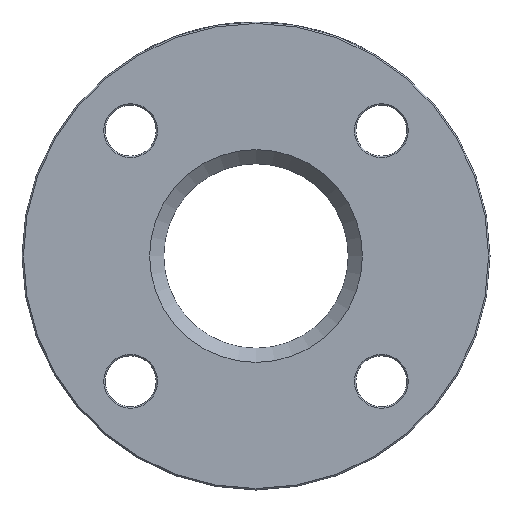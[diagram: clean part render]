
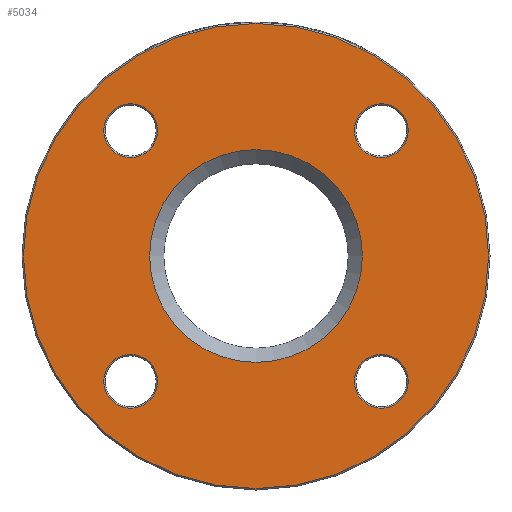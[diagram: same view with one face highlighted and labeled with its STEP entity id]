
A CAD part, left-side view. The second image highlights one B-rep face of the part: STEP entity #5034.
In plain terms, the highlighted planar face has unit normal (-1, 0, 0).
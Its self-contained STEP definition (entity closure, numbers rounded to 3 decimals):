
#63 = DIRECTION ( 'NONE',  ( 1., 0., 0. ) ) ;
#70 = CIRCLE ( 'NONE', #2101, 9.5 ) ;
#322 = CARTESIAN_POINT ( 'NONE',  ( 0., 0., -37.5 ) ) ;
#342 = EDGE_LOOP ( 'NONE', ( #3128 ) ) ;
#399 = EDGE_LOOP ( 'NONE', ( #5720 ) ) ;
#488 = AXIS2_PLACEMENT_3D ( 'NONE', #1362, #1299, #4471 ) ;
#568 = PLANE ( 'NONE',  #2963 ) ;
#684 = CARTESIAN_POINT ( 'NONE',  ( 0., 44.194, 44.194 ) ) ;
#740 = EDGE_LOOP ( 'NONE', ( #3525 ) ) ;
#788 = CARTESIAN_POINT ( 'NONE',  ( 0., -44.194, 34.694 ) ) ;
#866 = DIRECTION ( 'NONE',  ( 0., 0., -1. ) ) ;
#1035 = EDGE_CURVE ( 'NONE', #4809, #4809, #5807, .T. ) ;
#1044 = DIRECTION ( 'NONE',  ( 0., 0., -1. ) ) ;
#1082 = EDGE_LOOP ( 'NONE', ( #6186 ) ) ;
#1102 = FACE_BOUND ( 'NONE', #740, .T. ) ;
#1266 = CARTESIAN_POINT ( 'NONE',  ( 0., 0., -82. ) ) ;
#1299 = DIRECTION ( 'NONE',  ( 1., 0., 0. ) ) ;
#1353 = AXIS2_PLACEMENT_3D ( 'NONE', #684, #2254, #5838 ) ;
#1362 = CARTESIAN_POINT ( 'NONE',  ( 0., -44.194, 44.194 ) ) ;
#1388 = DIRECTION ( 'NONE',  ( 0., 0., -1. ) ) ;
#1419 = DIRECTION ( 'NONE',  ( 0., 0., -1. ) ) ;
#1441 = EDGE_CURVE ( 'NONE', #1769, #1769, #5075, .T. ) ;
#1673 = EDGE_LOOP ( 'NONE', ( #2132 ) ) ;
#1769 = VERTEX_POINT ( 'NONE', #2336 ) ;
#1804 = CARTESIAN_POINT ( 'NONE',  ( 0., 44.194, -53.694 ) ) ;
#1977 = FACE_OUTER_BOUND ( 'NONE', #1082, .T. ) ;
#2076 = CARTESIAN_POINT ( 'NONE',  ( 0., 32.5, 0. ) ) ;
#2101 = AXIS2_PLACEMENT_3D ( 'NONE', #4267, #3267, #5902 ) ;
#2132 = ORIENTED_EDGE ( 'NONE', *, *, #6210, .T. ) ;
#2254 = DIRECTION ( 'NONE',  ( 1., 0., 0. ) ) ;
#2336 = CARTESIAN_POINT ( 'NONE',  ( 0., -44.194, -53.694 ) ) ;
#2401 = VERTEX_POINT ( 'NONE', #322 ) ;
#2792 = EDGE_CURVE ( 'NONE', #2874, #2874, #3160, .T. ) ;
#2805 = CARTESIAN_POINT ( 'NONE',  ( 0., 44.194, 34.694 ) ) ;
#2839 = VERTEX_POINT ( 'NONE', #1804 ) ;
#2851 = FACE_BOUND ( 'NONE', #1673, .T. ) ;
#2874 = VERTEX_POINT ( 'NONE', #788 ) ;
#2963 = AXIS2_PLACEMENT_3D ( 'NONE', #2076, #63, #1044 ) ;
#3128 = ORIENTED_EDGE ( 'NONE', *, *, #1441, .T. ) ;
#3151 = ORIENTED_EDGE ( 'NONE', *, *, #2792, .T. ) ;
#3160 = CIRCLE ( 'NONE', #488, 9.5 ) ;
#3267 = DIRECTION ( 'NONE',  ( 1., 0., 0. ) ) ;
#3277 = VERTEX_POINT ( 'NONE', #2805 ) ;
#3481 = FACE_BOUND ( 'NONE', #4959, .T. ) ;
#3500 = DIRECTION ( 'NONE',  ( 1., 0., 0. ) ) ;
#3525 = ORIENTED_EDGE ( 'NONE', *, *, #6191, .T. ) ;
#4020 = FACE_BOUND ( 'NONE', #342, .T. ) ;
#4117 = AXIS2_PLACEMENT_3D ( 'NONE', #5498, #3500, #1388 ) ;
#4239 = CIRCLE ( 'NONE', #1353, 9.5 ) ;
#4267 = CARTESIAN_POINT ( 'NONE',  ( 0., 44.194, -44.194 ) ) ;
#4371 = CARTESIAN_POINT ( 'NONE',  ( 0., 0., 0. ) ) ;
#4471 = DIRECTION ( 'NONE',  ( 0., 0., -1. ) ) ;
#4705 = EDGE_CURVE ( 'NONE', #2401, #2401, #4979, .T. ) ;
#4809 = VERTEX_POINT ( 'NONE', #1266 ) ;
#4926 = DIRECTION ( 'NONE',  ( 1., 0., 0. ) ) ;
#4959 = EDGE_LOOP ( 'NONE', ( #3151 ) ) ;
#4979 = CIRCLE ( 'NONE', #5728, 37.5 ) ;
#5034 = ADVANCED_FACE ( 'NONE', ( #6019, #1977, #3481, #4020, #2851, #1102 ), #568, .F. ) ;
#5075 = CIRCLE ( 'NONE', #4117, 9.5 ) ;
#5274 = AXIS2_PLACEMENT_3D ( 'NONE', #5356, #5455, #866 ) ;
#5356 = CARTESIAN_POINT ( 'NONE',  ( 0., 0., 0. ) ) ;
#5455 = DIRECTION ( 'NONE',  ( -1., 0., 0. ) ) ;
#5498 = CARTESIAN_POINT ( 'NONE',  ( 0., -44.194, -44.194 ) ) ;
#5720 = ORIENTED_EDGE ( 'NONE', *, *, #4705, .T. ) ;
#5728 = AXIS2_PLACEMENT_3D ( 'NONE', #4371, #4926, #1419 ) ;
#5807 = CIRCLE ( 'NONE', #5274, 82. ) ;
#5838 = DIRECTION ( 'NONE',  ( 0., 0., -1. ) ) ;
#5902 = DIRECTION ( 'NONE',  ( 0., 0., -1. ) ) ;
#6019 = FACE_BOUND ( 'NONE', #399, .T. ) ;
#6186 = ORIENTED_EDGE ( 'NONE', *, *, #1035, .T. ) ;
#6191 = EDGE_CURVE ( 'NONE', #3277, #3277, #4239, .T. ) ;
#6210 = EDGE_CURVE ( 'NONE', #2839, #2839, #70, .T. ) ;
